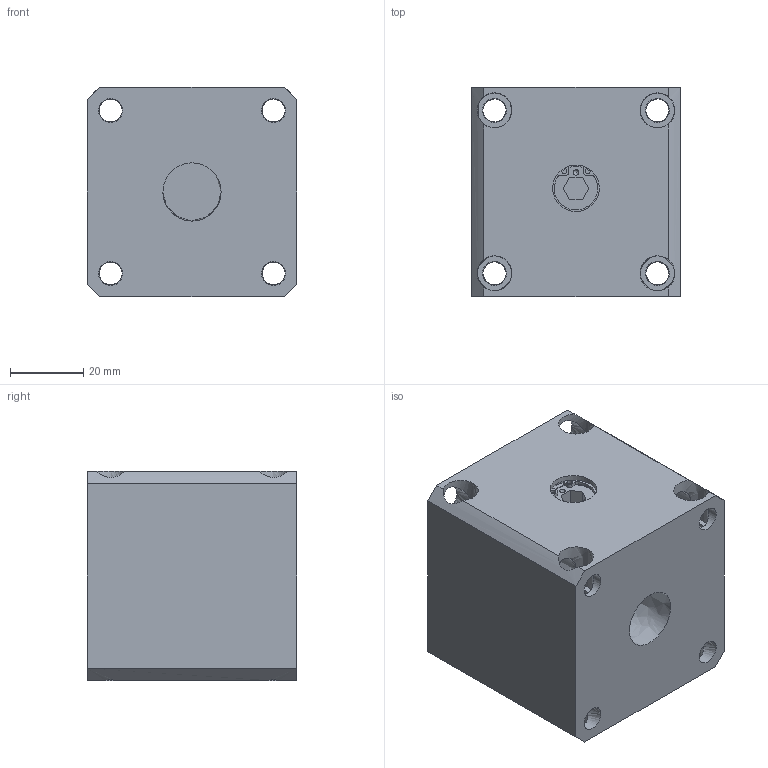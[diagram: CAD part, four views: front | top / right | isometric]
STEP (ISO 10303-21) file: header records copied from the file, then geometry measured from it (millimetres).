
FILE_DESCRIPTION ((), '1');
FILE_NAME ('mill actuator body-SOLID m2.stp', '2012-04-27T09:04:13', ('mill actuator body-SOLID m2.stp'), ('Unknown'), 'HarmonyWare STEP v1.3.9', 'Bobcad-cam', '');
FILE_SCHEMA (('CONFIG_CONTROL_DESIGN'));
Length unit declared in the file: millimetre
Products named in the file (5): product-name
Bounding box: 57.15 x 57.15 x 57.15 mm (x, y, z)
Volume: 164925.8 mm3; surface area: 33952.2 mm2
Topology: 4 solids, 4 shells, 211 faces, 595 edges, 390 vertices
Faces by surface type: bspline 211
Entity records: 16633 total; most frequent: CARTESIAN_POINT 12962, ORIENTED_EDGE 1186, EDGE_CURVE 593, VERTEX_POINT 388, B_SPLINE_CURVE_WITH_KNOTS 256, EDGE_LOOP 249, FACE_OUTER_BOUND 211, ADVANCED_FACE 211
